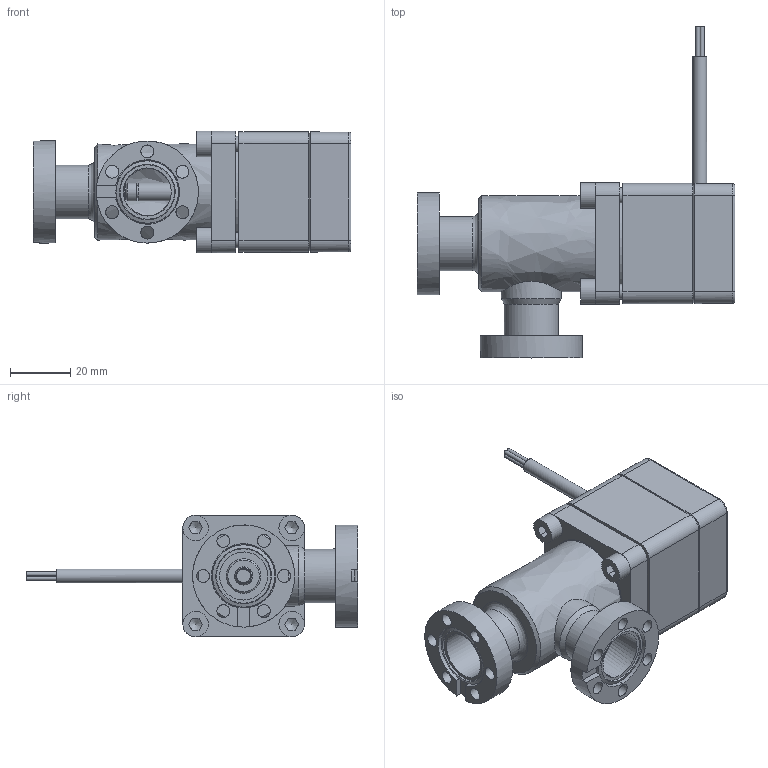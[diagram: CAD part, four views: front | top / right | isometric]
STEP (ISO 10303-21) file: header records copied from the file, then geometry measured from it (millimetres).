
FILE_DESCRIPTION((''),'2;1');
FILE_NAME('318373.stp','2006-07-26T16:55:49',('User'),( 'SDRC'),'I-DEAS Master Series 9','UNIX','Yes');
FILE_SCHEMA(('CONFIG_CONTROL_DESIGN'));
Length unit declared in the file: millimetre
Assembly tree (19 placements, depth 0):
Bounding box: 105.85 x 110.48 x 40.49 mm (x, y, z)
Volume: 40153.2 mm3; surface area: 51666 mm2
Topology: 16 solids, 18 shells, 571 faces, 1372 edges, 887 vertices
Faces by surface type: bspline 571
Entity records: 18765 total; most frequent: CARTESIAN_POINT 9672, ORIENTED_EDGE 2363, EDGE_CURVE 1183, VERTEX_POINT 765, EDGE_LOOP 594, FACE_OUTER_BOUND 489, ADVANCED_FACE 489, QUASI_UNIFORM_CURVE 412
